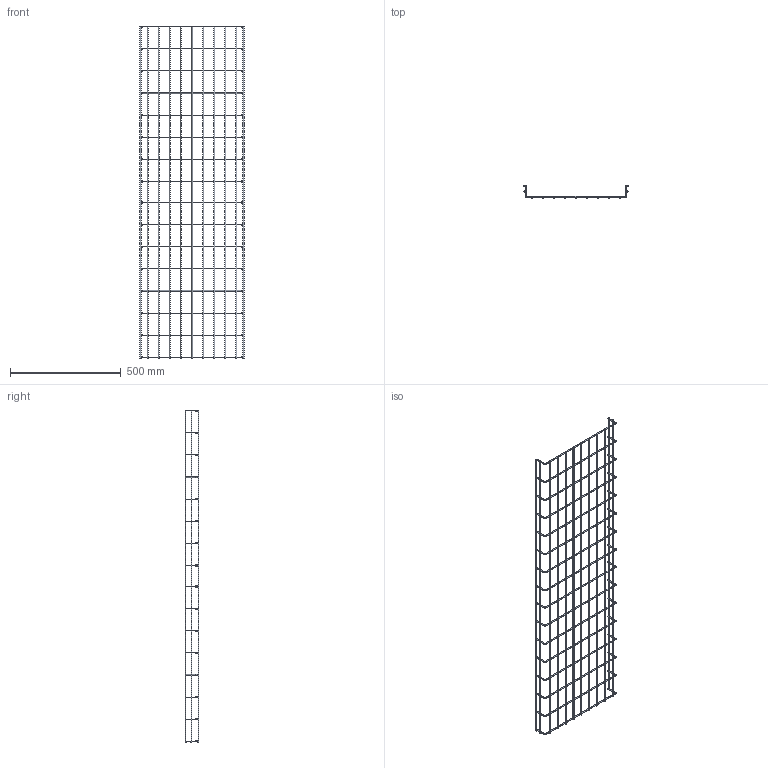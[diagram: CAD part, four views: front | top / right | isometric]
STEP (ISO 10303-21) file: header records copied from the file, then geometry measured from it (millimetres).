
FILE_DESCRIPTION (( 'STEP AP214' ), '1' );
FILE_NAME ('00406768_3D.STEP', '2022-02-09T16:02:11', ( '' ), ( '' ), 'SwSTEP 2.0', 'SolidWorks 2021', '' );
FILE_SCHEMA (( 'AUTOMOTIVE_DESIGN' ));
Length unit declared in the file: millimetre
Products named in the file (3): 00406768_3D; Length^00406768; Cross piece^00406768
Assembly tree (29 placements, depth 2):
  00406768_3D
    Cross piece^00406768  x16
    Length^00406768  x13
Bounding box: 470 x 59.98 x 1500 mm (x, y, z)
Volume: 556889 mm3; surface area: 446691.8 mm2
Topology: 29 solids, 29 shells, 244 faces, 430 edges, 244 vertices
Faces by surface type: cylinder 122, torus 64, plane 58
Entity records: 710 total; most frequent: DIRECTION 136, CARTESIAN_POINT 104, AXIS2_PLACEMENT_3D 64, ORIENTED_EDGE 56, PRODUCT_DEFINITION_SHAPE 32, CONTEXT_DEPENDENT_SHAPE_REPRESENTATION 29, ITEM_DEFINED_TRANSFORMATION 29, NEXT_ASSEMBLY_USAGE_OCCURRENCE 29
